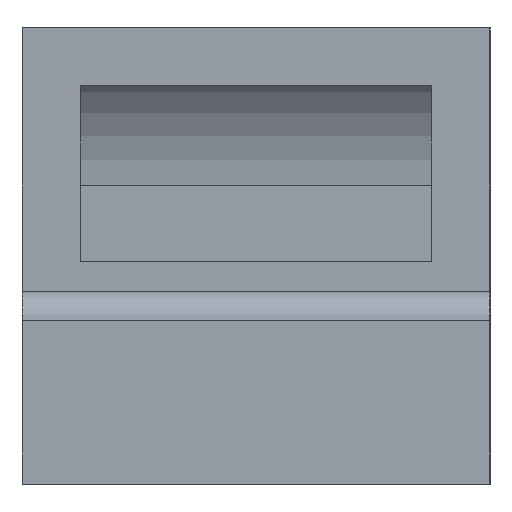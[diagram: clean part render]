
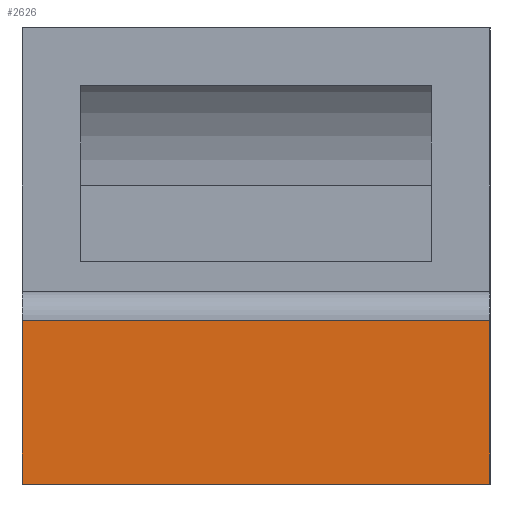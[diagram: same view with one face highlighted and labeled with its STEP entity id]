
A CAD part, left-side view. The second image highlights one B-rep face of the part: STEP entity #2626.
In plain terms, the highlighted planar face has unit normal (-1, 0, 0).
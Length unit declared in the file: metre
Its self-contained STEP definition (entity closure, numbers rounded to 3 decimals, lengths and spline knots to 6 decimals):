
#290=ORIENTED_EDGE('',*,*,#1051,.T.);
#291=ORIENTED_EDGE('',*,*,#1052,.T.);
#292=ORIENTED_EDGE('',*,*,#1053,.F.);
#293=ORIENTED_EDGE('',*,*,#1049,.T.);
#1049=EDGE_CURVE('',#1426,#1425,#1675,.T.);
#1051=EDGE_CURVE('',#1425,#1427,#1676,.T.);
#1052=EDGE_CURVE('',#1427,#1428,#1677,.T.);
#1053=EDGE_CURVE('',#1426,#1428,#1678,.T.);
#1425=VERTEX_POINT('',#3804);
#1426=VERTEX_POINT('',#3806);
#1427=VERTEX_POINT('',#3810);
#1428=VERTEX_POINT('',#3812);
#1675=LINE('',#3805,#1968);
#1676=LINE('',#3809,#1969);
#1677=LINE('',#3811,#1970);
#1678=LINE('',#3813,#1971);
#1968=VECTOR('',#3061,1.);
#1969=VECTOR('',#3066,1.);
#1970=VECTOR('',#3067,1.);
#1971=VECTOR('',#3068,1.);
#2175=EDGE_LOOP('',(#290,#291,#292,#293));
#2358=FACE_BOUND('',#2175,.T.);
#2528=PLANE('',#2786);
#2626=ADVANCED_FACE('',(#2358),#2528,.F.);
#2786=AXIS2_PLACEMENT_3D('',#3808,#3064,#3065);
#3061=DIRECTION('',(0.,1.,0.));
#3064=DIRECTION('',(1.,0.,0.));
#3065=DIRECTION('',(0.,0.,-1.));
#3066=DIRECTION('',(0.,0.,-1.));
#3067=DIRECTION('',(0.,-1.,0.));
#3068=DIRECTION('',(0.,0.,-1.));
#3804=CARTESIAN_POINT('',(-0.134525,0.04,-0.027445));
#3805=CARTESIAN_POINT('',(-0.134525,-0.04,-0.027445));
#3806=CARTESIAN_POINT('',(-0.134525,-0.04,-0.027445));
#3808=CARTESIAN_POINT('',(-0.134525,-0.04,-0.042445));
#3809=CARTESIAN_POINT('',(-0.134525,0.04,-0.042445));
#3810=CARTESIAN_POINT('',(-0.134525,0.04,-0.055445));
#3811=CARTESIAN_POINT('',(-0.134525,-0.04,-0.055445));
#3812=CARTESIAN_POINT('',(-0.134525,-0.04,-0.055445));
#3813=CARTESIAN_POINT('',(-0.134525,-0.04,-0.042445));
